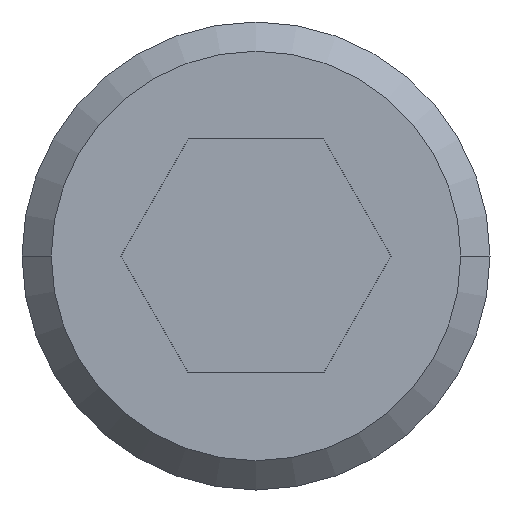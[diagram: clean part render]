
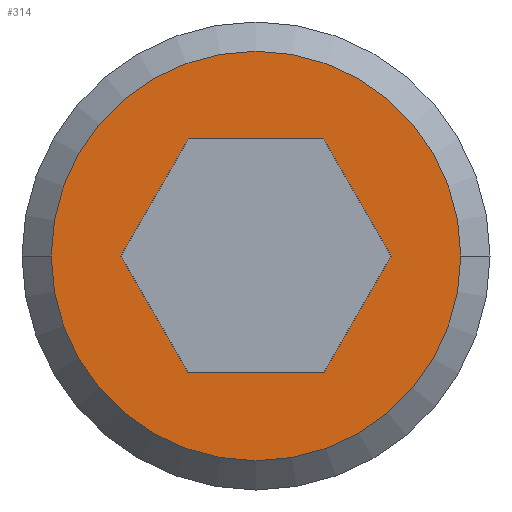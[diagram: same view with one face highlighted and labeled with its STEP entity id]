
A CAD part, front view. The second image highlights one B-rep face of the part: STEP entity #314.
In plain terms, the highlighted planar face has unit normal (0, -1, 0).
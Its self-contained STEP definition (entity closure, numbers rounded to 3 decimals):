
#49=DIRECTION('',(-0.5,0.,-0.866));
#50=VECTOR('',#49,6.928);
#51=CARTESIAN_POINT('',(-3.464,0.,6.));
#52=LINE('',#51,#50);
#53=DIRECTION('',(0.5,0.,-0.866));
#54=VECTOR('',#53,6.928);
#55=CARTESIAN_POINT('',(-6.928,0.,0.));
#56=LINE('',#55,#54);
#57=DIRECTION('',(1.,0.,0.));
#58=VECTOR('',#57,6.928);
#59=CARTESIAN_POINT('',(-3.464,0.,-6.));
#60=LINE('',#59,#58);
#61=DIRECTION('',(0.5,0.,0.866));
#62=VECTOR('',#61,6.928);
#63=CARTESIAN_POINT('',(3.464,0.,-6.));
#64=LINE('',#63,#62);
#65=DIRECTION('',(-0.5,0.,0.866));
#66=VECTOR('',#65,6.928);
#67=CARTESIAN_POINT('',(6.928,0.,0.));
#68=LINE('',#67,#66);
#69=DIRECTION('',(-1.,0.,0.));
#70=VECTOR('',#69,6.928);
#71=CARTESIAN_POINT('',(3.464,0.,6.));
#72=LINE('',#71,#70);
#73=CARTESIAN_POINT('',(0.,0.,0.));
#74=DIRECTION('',(0.,-1.,0.));
#75=DIRECTION('',(-1.,0.,0.));
#76=AXIS2_PLACEMENT_3D('',#73,#74,#75);
#78=CARTESIAN_POINT('',(0.,0.,0.));
#79=DIRECTION('',(0.,-1.,0.));
#80=DIRECTION('',(1.,0.,0.));
#81=AXIS2_PLACEMENT_3D('',#78,#79,#80);
#147=CARTESIAN_POINT('',(-3.464,0.,6.));
#148=CARTESIAN_POINT('',(-6.928,0.,0.));
#149=VERTEX_POINT('',#147);
#150=VERTEX_POINT('',#148);
#151=CARTESIAN_POINT('',(-3.464,0.,-6.));
#152=VERTEX_POINT('',#151);
#153=CARTESIAN_POINT('',(3.464,0.,-6.));
#154=VERTEX_POINT('',#153);
#155=CARTESIAN_POINT('',(6.928,0.,0.));
#156=VERTEX_POINT('',#155);
#157=CARTESIAN_POINT('',(3.464,0.,6.));
#158=VERTEX_POINT('',#157);
#171=CARTESIAN_POINT('',(-10.5,0.,0.));
#172=CARTESIAN_POINT('',(10.5,0.,0.));
#173=VERTEX_POINT('',#171);
#174=VERTEX_POINT('',#172);
#295=CARTESIAN_POINT('',(0.,0.,0.));
#296=DIRECTION('',(0.,1.,0.));
#297=DIRECTION('',(1.,0.,0.));
#298=AXIS2_PLACEMENT_3D('',#295,#296,#297);
#299=PLANE('',#298);
#301=ORIENTED_EDGE('',*,*,#300,.F.);
#303=ORIENTED_EDGE('',*,*,#302,.F.);
#304=EDGE_LOOP('',(#301,#303));
#305=FACE_OUTER_BOUND('',#304,.F.);
#306=ORIENTED_EDGE('',*,*,#234,.T.);
#307=ORIENTED_EDGE('',*,*,#248,.T.);
#308=ORIENTED_EDGE('',*,*,#262,.T.);
#309=ORIENTED_EDGE('',*,*,#276,.T.);
#310=ORIENTED_EDGE('',*,*,#289,.T.);
#311=ORIENTED_EDGE('',*,*,#200,.T.);
#312=EDGE_LOOP('',(#306,#307,#308,#309,#310,#311));
#313=FACE_BOUND('',#312,.F.);
#314=ADVANCED_FACE('',(#305,#313),#299,.F.);
#77=CIRCLE('',#76,10.5);
#82=CIRCLE('',#81,10.5);
#200=EDGE_CURVE('',#158,#149,#72,.T.);
#234=EDGE_CURVE('',#149,#150,#52,.T.);
#248=EDGE_CURVE('',#150,#152,#56,.T.);
#262=EDGE_CURVE('',#152,#154,#60,.T.);
#276=EDGE_CURVE('',#154,#156,#64,.T.);
#289=EDGE_CURVE('',#156,#158,#68,.T.);
#300=EDGE_CURVE('',#173,#174,#77,.T.);
#302=EDGE_CURVE('',#174,#173,#82,.T.);
